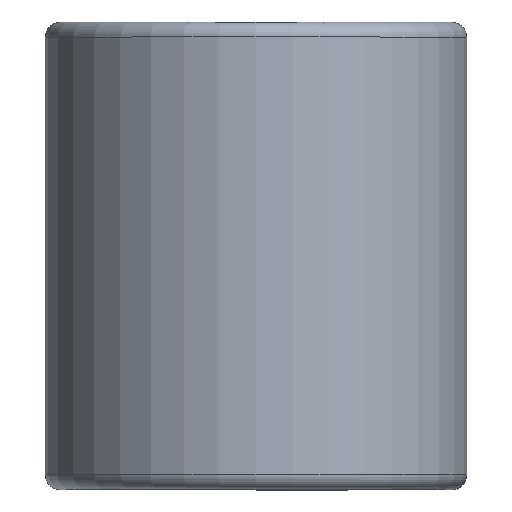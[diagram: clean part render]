
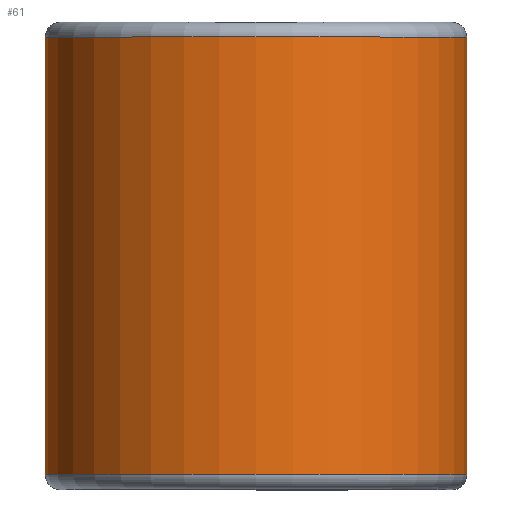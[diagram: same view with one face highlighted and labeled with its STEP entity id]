
A CAD part, top view. The second image highlights one B-rep face of the part: STEP entity #61.
In plain terms, the highlighted cylindrical face has radius 10.744 mm (diameter 21.488 mm), a partial arc.
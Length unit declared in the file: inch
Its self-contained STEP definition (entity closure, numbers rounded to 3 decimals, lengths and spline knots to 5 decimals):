
#44 = CARTESIAN_POINT ( 'NONE',  ( 0., -0.43875, -0.423 ) ) ;
#61 = ADVANCED_FACE ( 'NONE', ( #2310 ), #1685, .T. ) ;
#154 = CARTESIAN_POINT ( 'NONE',  ( 0., -0.43875, 0. ) ) ;
#273 = EDGE_CURVE ( 'NONE', #1290, #1627, #2107, .T. ) ;
#295 = AXIS2_PLACEMENT_3D ( 'NONE', #592, #777, #786 ) ;
#456 = VECTOR ( 'NONE', #805, 39.37008 ) ;
#477 = EDGE_CURVE ( 'NONE', #1344, #1725, #1997, .T. ) ;
#479 = LINE ( 'NONE', #611, #456 ) ;
#488 = CARTESIAN_POINT ( 'NONE',  ( 0., 0.4375, 0. ) ) ;
#518 = EDGE_LOOP ( 'NONE', ( #1557, #1804, #1943, #2119 ) ) ;
#592 = CARTESIAN_POINT ( 'NONE',  ( 0., 0.43875, 0. ) ) ;
#611 = CARTESIAN_POINT ( 'NONE',  ( 0., 0.43875, -0.423 ) ) ;
#777 = DIRECTION ( 'NONE',  ( 0., -1., 0. ) ) ;
#786 = DIRECTION ( 'NONE',  ( 0., 0., -1. ) ) ;
#805 = DIRECTION ( 'NONE',  ( 0., 1., 0. ) ) ;
#916 = EDGE_CURVE ( 'NONE', #1344, #1290, #2303, .T. ) ;
#984 = CARTESIAN_POINT ( 'NONE',  ( 0.423, -0.43875, 0. ) ) ;
#1005 = AXIS2_PLACEMENT_3D ( 'NONE', #154, #1624, #1629 ) ;
#1124 = DIRECTION ( 'NONE',  ( 0., 1., 0. ) ) ;
#1248 = VECTOR ( 'NONE', #1124, 39.37008 ) ;
#1274 = DIRECTION ( 'NONE',  ( 0., 0., -1. ) ) ;
#1290 = VERTEX_POINT ( 'NONE', #1506 ) ;
#1344 = VERTEX_POINT ( 'NONE', #984 ) ;
#1433 = DIRECTION ( 'NONE',  ( 0., -1., 0. ) ) ;
#1506 = CARTESIAN_POINT ( 'NONE',  ( 0.423, 0.43875, 0. ) ) ;
#1557 = ORIENTED_EDGE ( 'NONE', *, *, #916, .T. ) ;
#1624 = DIRECTION ( 'NONE',  ( 0., -1., 0. ) ) ;
#1627 = VERTEX_POINT ( 'NONE', #1841 ) ;
#1629 = DIRECTION ( 'NONE',  ( 0., 0., -1. ) ) ;
#1685 = CYLINDRICAL_SURFACE ( 'NONE', #2318, 0.423 ) ;
#1725 = VERTEX_POINT ( 'NONE', #44 ) ;
#1791 = EDGE_CURVE ( 'NONE', #1725, #1627, #479, .T. ) ;
#1804 = ORIENTED_EDGE ( 'NONE', *, *, #273, .T. ) ;
#1841 = CARTESIAN_POINT ( 'NONE',  ( 0., 0.43875, -0.423 ) ) ;
#1943 = ORIENTED_EDGE ( 'NONE', *, *, #1791, .F. ) ;
#1997 = CIRCLE ( 'NONE', #1005, 0.423 ) ;
#2015 = CARTESIAN_POINT ( 'NONE',  ( 0.423, 0.43875, 0. ) ) ;
#2107 = CIRCLE ( 'NONE', #295, 0.423 ) ;
#2119 = ORIENTED_EDGE ( 'NONE', *, *, #477, .F. ) ;
#2303 = LINE ( 'NONE', #2015, #1248 ) ;
#2310 = FACE_OUTER_BOUND ( 'NONE', #518, .T. ) ;
#2318 = AXIS2_PLACEMENT_3D ( 'NONE', #488, #1433, #1274 ) ;
